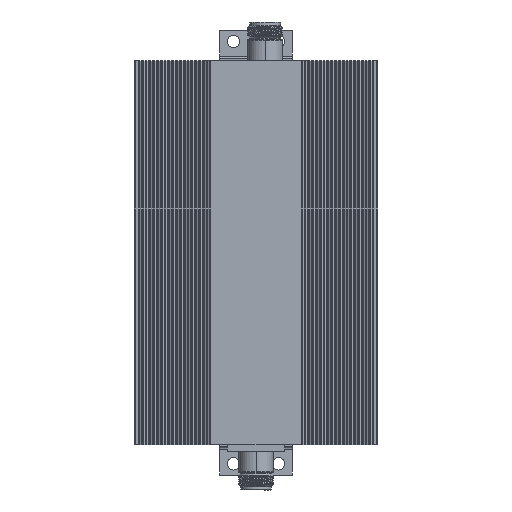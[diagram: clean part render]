
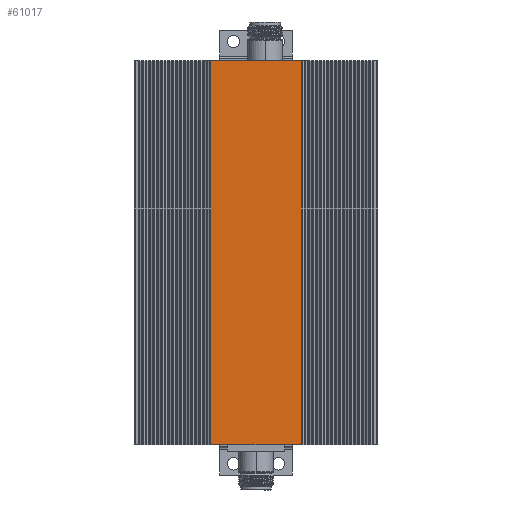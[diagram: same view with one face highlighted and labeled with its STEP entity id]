
A CAD part, front view. The second image highlights one B-rep face of the part: STEP entity #61017.
In plain terms, the highlighted planar face has unit normal (0, -1, 0).
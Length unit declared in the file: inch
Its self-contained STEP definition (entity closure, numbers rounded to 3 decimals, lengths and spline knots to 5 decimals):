
#2328 = DIRECTION ( 'NONE',  ( 0., 0., 1. ) ) ;
#10951 = VECTOR ( 'NONE', #74436, 39.37008 ) ;
#12508 = PLANE ( 'NONE',  #27329 ) ;
#14392 = LINE ( 'NONE', #50994, #70234 ) ;
#15988 = EDGE_LOOP ( 'NONE', ( #21279, #58597, #117892, #59433 ) ) ;
#16173 = DIRECTION ( 'NONE',  ( 1., 0., 0. ) ) ;
#19004 = CARTESIAN_POINT ( 'NONE',  ( 141.39036, -0.8723, 0. ) ) ;
#19149 = DIRECTION ( 'NONE',  ( 0., 1., 0. ) ) ;
#21279 = ORIENTED_EDGE ( 'NONE', *, *, #98364, .T. ) ;
#27329 = AXIS2_PLACEMENT_3D ( 'NONE', #65317, #19149, #2328 ) ;
#27358 = DIRECTION ( 'NONE',  ( 0., 0., 1. ) ) ;
#28126 = CARTESIAN_POINT ( 'NONE',  ( 139.81556, -0.8723, 0. ) ) ;
#28618 = CARTESIAN_POINT ( 'NONE',  ( 139.81556, -0.8723, 6.69291 ) ) ;
#36999 = LINE ( 'NONE', #63407, #97825 ) ;
#37868 = CARTESIAN_POINT ( 'NONE',  ( 142.70335, -0.8723, 0. ) ) ;
#44098 = EDGE_CURVE ( 'NONE', #97185, #93494, #92413, .T. ) ;
#46231 = VERTEX_POINT ( 'NONE', #76775 ) ;
#50994 = CARTESIAN_POINT ( 'NONE',  ( 142.70335, -0.8723, 6.69291 ) ) ;
#58597 = ORIENTED_EDGE ( 'NONE', *, *, #93456, .F. ) ;
#59433 = ORIENTED_EDGE ( 'NONE', *, *, #44098, .F. ) ;
#61017 = ADVANCED_FACE ( 'NONE', ( #66512 ), #12508, .F. ) ;
#63407 = CARTESIAN_POINT ( 'NONE',  ( 139.81556, -0.8723, 6.69291 ) ) ;
#65317 = CARTESIAN_POINT ( 'NONE',  ( 139.81556, -0.8723, 6.69291 ) ) ;
#66512 = FACE_OUTER_BOUND ( 'NONE', #15988, .T. ) ;
#70234 = VECTOR ( 'NONE', #16173, 39.37008 ) ;
#72938 = LINE ( 'NONE', #109530, #81901 ) ;
#74436 = DIRECTION ( 'NONE',  ( -1., 0., 0. ) ) ;
#76775 = CARTESIAN_POINT ( 'NONE',  ( 141.39036, -0.8723, 6.69291 ) ) ;
#81901 = VECTOR ( 'NONE', #27358, 39.37008 ) ;
#92413 = LINE ( 'NONE', #37868, #10951 ) ;
#93456 = EDGE_CURVE ( 'NONE', #111728, #46231, #14392, .T. ) ;
#93494 = VERTEX_POINT ( 'NONE', #28126 ) ;
#97185 = VERTEX_POINT ( 'NONE', #19004 ) ;
#97825 = VECTOR ( 'NONE', #99980, 39.37008 ) ;
#98364 = EDGE_CURVE ( 'NONE', #97185, #46231, #72938, .T. ) ;
#99980 = DIRECTION ( 'NONE',  ( 0., 0., -1. ) ) ;
#101727 = EDGE_CURVE ( 'NONE', #111728, #93494, #36999, .T. ) ;
#109530 = CARTESIAN_POINT ( 'NONE',  ( 141.39036, -0.8723, 6.69291 ) ) ;
#111728 = VERTEX_POINT ( 'NONE', #28618 ) ;
#117892 = ORIENTED_EDGE ( 'NONE', *, *, #101727, .T. ) ;
